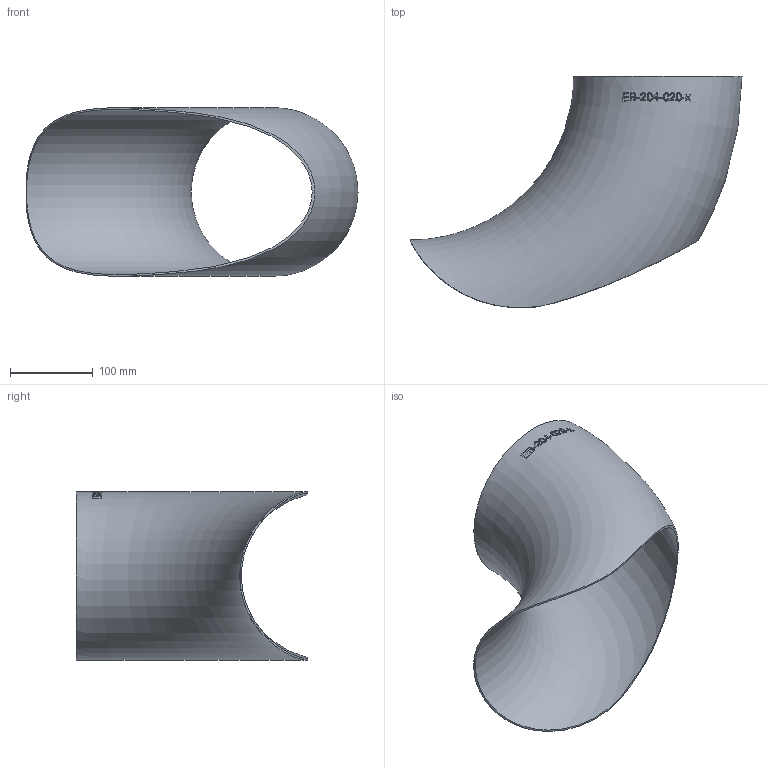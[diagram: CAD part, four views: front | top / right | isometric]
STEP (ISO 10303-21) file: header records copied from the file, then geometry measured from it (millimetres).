
FILE_DESCRIPTION (( 'STEP AP214' ), '1' );
FILE_NAME ('EB-204-020-x Einschweissbogen 2210.STEP', '2022-10-19T08:36:52', ( '' ), ( '' ), 'SwSTEP 2.0', 'SolidWorks 2019', '' );
FILE_SCHEMA (( 'AUTOMOTIVE_DESIGN' ));
Length unit declared in the file: millimetre
Products named in the file (1): EB-204-020-x Einschweissbogen 2210
Bounding box: 402 x 280.34 x 204.04 mm (x, y, z)
Volume: 380970.5 mm3; surface area: 384479.2 mm2
Topology: 1 solids, 1 shells, 152 faces, 409 edges, 276 vertices
Faces by surface type: bspline 129, torus 20, plane 2, cylinder 1
Entity records: 24860 total; most frequent: CARTESIAN_POINT 20651, ORIENTED_EDGE 810, EDGE_CURVE 405, B_SPLINE_CURVE_WITH_KNOTS 399, VERTEX_POINT 274, EDGE_LOOP 173, FACE_OUTER_BOUND 154, ADVANCED_FACE 152
